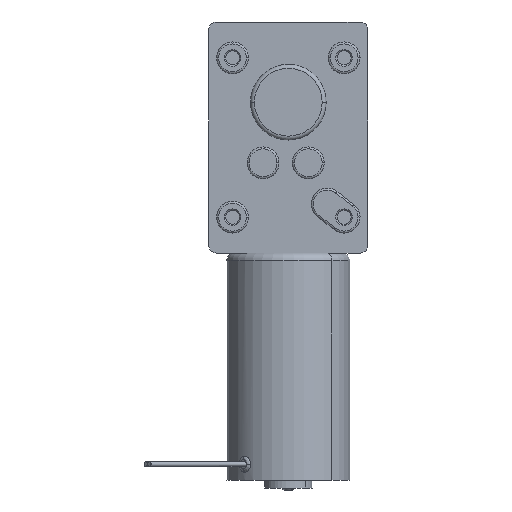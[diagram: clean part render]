
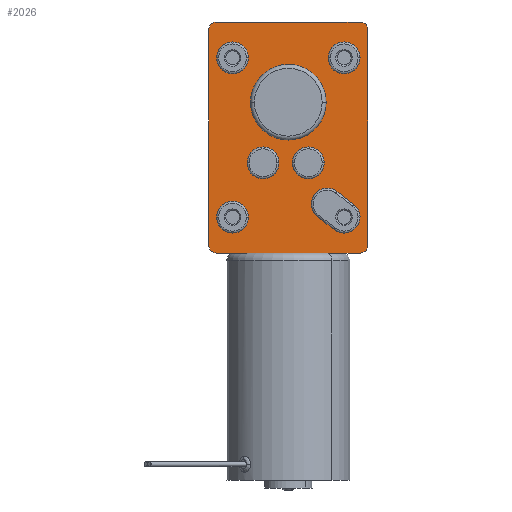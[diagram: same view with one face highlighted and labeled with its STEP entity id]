
A CAD part, front view. The second image highlights one B-rep face of the part: STEP entity #2026.
In plain terms, the highlighted planar face has unit normal (0, -1, 0).
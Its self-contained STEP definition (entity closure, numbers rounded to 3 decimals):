
#1=CARTESIAN_POINT('',(-18.,0.,-27.));
#2=DIRECTION('',(0.,1.,0.));
#3=DIRECTION('',(0.,0.,-1.));
#4=AXIS2_PLACEMENT_3D('',#1,#2,#3);
#6=DIRECTION('',(0.,0.,1.));
#7=VECTOR('',#6,54.);
#8=CARTESIAN_POINT('',(-20.,0.,-27.));
#9=LINE('',#8,#7);
#10=CARTESIAN_POINT('',(-18.,0.,27.));
#11=DIRECTION('',(0.,1.,0.));
#12=DIRECTION('',(-1.,0.,0.));
#13=AXIS2_PLACEMENT_3D('',#10,#11,#12);
#15=DIRECTION('',(1.,0.,0.));
#16=VECTOR('',#15,36.);
#17=CARTESIAN_POINT('',(-18.,0.,29.));
#18=LINE('',#17,#16);
#19=CARTESIAN_POINT('',(18.,0.,27.));
#20=DIRECTION('',(0.,1.,0.));
#21=DIRECTION('',(0.,0.,1.));
#22=AXIS2_PLACEMENT_3D('',#19,#20,#21);
#24=DIRECTION('',(0.,0.,-1.));
#25=VECTOR('',#24,54.);
#26=CARTESIAN_POINT('',(20.,0.,27.));
#27=LINE('',#26,#25);
#28=CARTESIAN_POINT('',(18.,0.,-27.));
#29=DIRECTION('',(0.,1.,0.));
#30=DIRECTION('',(1.,0.,0.));
#31=AXIS2_PLACEMENT_3D('',#28,#29,#30);
#33=DIRECTION('',(-1.,0.,0.));
#34=VECTOR('',#33,36.);
#35=CARTESIAN_POINT('',(18.,0.,-29.));
#36=LINE('',#35,#34);
#37=CARTESIAN_POINT('',(0.,0.,8.85));
#38=DIRECTION('',(0.,-1.,0.));
#39=DIRECTION('',(-1.,0.,0.));
#40=AXIS2_PLACEMENT_3D('',#37,#38,#39);
#42=CARTESIAN_POINT('',(0.,0.,8.85));
#43=DIRECTION('',(0.,-1.,0.));
#44=DIRECTION('',(1.,0.,0.));
#45=AXIS2_PLACEMENT_3D('',#42,#43,#44);
#47=CARTESIAN_POINT('',(-14.,0.,-20.));
#48=DIRECTION('',(0.,-1.,0.));
#49=DIRECTION('',(-1.,0.,0.));
#50=AXIS2_PLACEMENT_3D('',#47,#48,#49);
#52=CARTESIAN_POINT('',(-14.,0.,-20.));
#53=DIRECTION('',(0.,-1.,0.));
#54=DIRECTION('',(1.,0.,0.));
#55=AXIS2_PLACEMENT_3D('',#52,#53,#54);
#57=CARTESIAN_POINT('',(5.,0.,-6.357));
#58=DIRECTION('',(0.,-1.,0.));
#59=DIRECTION('',(-1.,0.,0.));
#60=AXIS2_PLACEMENT_3D('',#57,#58,#59);
#62=CARTESIAN_POINT('',(5.,0.,-6.357));
#63=DIRECTION('',(0.,-1.,0.));
#64=DIRECTION('',(1.,0.,0.));
#65=AXIS2_PLACEMENT_3D('',#62,#63,#64);
#67=CARTESIAN_POINT('',(-6.35,0.,-6.357));
#68=DIRECTION('',(0.,-1.,0.));
#69=DIRECTION('',(-1.,0.,0.));
#70=AXIS2_PLACEMENT_3D('',#67,#68,#69);
#72=CARTESIAN_POINT('',(-6.35,0.,-6.357));
#73=DIRECTION('',(0.,-1.,0.));
#74=DIRECTION('',(1.,0.,0.));
#75=AXIS2_PLACEMENT_3D('',#72,#73,#74);
#77=CARTESIAN_POINT('',(14.,0.,20.));
#78=DIRECTION('',(0.,-1.,0.));
#79=DIRECTION('',(-1.,0.,0.));
#80=AXIS2_PLACEMENT_3D('',#77,#78,#79);
#82=CARTESIAN_POINT('',(14.,0.,20.));
#83=DIRECTION('',(0.,-1.,0.));
#84=DIRECTION('',(1.,0.,0.));
#85=AXIS2_PLACEMENT_3D('',#82,#83,#84);
#87=CARTESIAN_POINT('',(-14.,0.,20.));
#88=DIRECTION('',(0.,-1.,0.));
#89=DIRECTION('',(-1.,0.,0.));
#90=AXIS2_PLACEMENT_3D('',#87,#88,#89);
#92=CARTESIAN_POINT('',(-14.,0.,20.));
#93=DIRECTION('',(0.,-1.,0.));
#94=DIRECTION('',(1.,0.,0.));
#95=AXIS2_PLACEMENT_3D('',#92,#93,#94);
#97=CARTESIAN_POINT('',(14.,0.,-20.));
#98=DIRECTION('',(0.,-1.,0.));
#99=DIRECTION('',(-0.612,0.,-0.791));
#100=AXIS2_PLACEMENT_3D('',#97,#98,#99);
#102=DIRECTION('',(-0.791,0.,0.612));
#103=VECTOR('',#102,5.363);
#104=CARTESIAN_POINT('',(16.449,0.,-16.838));
#105=LINE('',#104,#103);
#106=CARTESIAN_POINT('',(9.76,0.,-16.716));
#107=DIRECTION('',(0.,-1.,0.));
#108=DIRECTION('',(0.612,0.,0.791));
#109=AXIS2_PLACEMENT_3D('',#106,#107,#108);
#111=DIRECTION('',(0.791,0.,-0.612));
#112=VECTOR('',#111,5.363);
#113=CARTESIAN_POINT('',(7.311,0.,-19.879));
#114=LINE('',#113,#112);
#1545=CARTESIAN_POINT('',(-20.,0.,-27.));
#1546=CARTESIAN_POINT('',(-20.,0.,27.));
#1547=VERTEX_POINT('',#1545);
#1548=VERTEX_POINT('',#1546);
#1549=CARTESIAN_POINT('',(-18.,0.,29.));
#1550=CARTESIAN_POINT('',(18.,0.,29.));
#1551=VERTEX_POINT('',#1549);
#1552=VERTEX_POINT('',#1550);
#1553=CARTESIAN_POINT('',(20.,0.,27.));
#1554=CARTESIAN_POINT('',(20.,0.,-27.));
#1555=VERTEX_POINT('',#1553);
#1556=VERTEX_POINT('',#1554);
#1557=CARTESIAN_POINT('',(18.,0.,-29.));
#1558=CARTESIAN_POINT('',(-18.,0.,-29.));
#1559=VERTEX_POINT('',#1557);
#1560=VERTEX_POINT('',#1558);
#1601=CARTESIAN_POINT('',(-18.,0.,-20.));
#1602=CARTESIAN_POINT('',(-10.,0.,-20.));
#1603=VERTEX_POINT('',#1601);
#1604=VERTEX_POINT('',#1602);
#1605=CARTESIAN_POINT('',(1.,0.,-6.357));
#1606=CARTESIAN_POINT('',(9.,0.,-6.357));
#1607=VERTEX_POINT('',#1605);
#1608=VERTEX_POINT('',#1606);
#1609=CARTESIAN_POINT('',(-10.35,0.,-6.357));
#1610=CARTESIAN_POINT('',(-2.35,0.,-6.357));
#1611=VERTEX_POINT('',#1609);
#1612=VERTEX_POINT('',#1610);
#1613=CARTESIAN_POINT('',(10.,0.,20.));
#1614=CARTESIAN_POINT('',(18.,0.,20.));
#1615=VERTEX_POINT('',#1613);
#1616=VERTEX_POINT('',#1614);
#1617=CARTESIAN_POINT('',(-18.,0.,20.));
#1618=CARTESIAN_POINT('',(-10.,0.,20.));
#1619=VERTEX_POINT('',#1617);
#1620=VERTEX_POINT('',#1618);
#1621=CARTESIAN_POINT('',(-9.5,0.,8.85));
#1622=CARTESIAN_POINT('',(9.5,0.,8.85));
#1623=VERTEX_POINT('',#1621);
#1624=VERTEX_POINT('',#1622);
#1645=CARTESIAN_POINT('',(11.551,0.,-23.162));
#1646=CARTESIAN_POINT('',(16.449,0.,-16.838));
#1647=VERTEX_POINT('',#1645);
#1648=VERTEX_POINT('',#1646);
#1649=CARTESIAN_POINT('',(12.209,0.,-13.554));
#1650=VERTEX_POINT('',#1649);
#1651=CARTESIAN_POINT('',(7.311,0.,-19.879));
#1652=VERTEX_POINT('',#1651);
#1957=CARTESIAN_POINT('',(0.,0.,0.));
#1958=DIRECTION('',(0.,1.,0.));
#1959=DIRECTION('',(1.,0.,0.));
#1960=AXIS2_PLACEMENT_3D('',#1957,#1958,#1959);
#1961=PLANE('',#1960);
#1963=ORIENTED_EDGE('',*,*,#1962,.T.);
#1965=ORIENTED_EDGE('',*,*,#1964,.T.);
#1967=ORIENTED_EDGE('',*,*,#1966,.T.);
#1969=ORIENTED_EDGE('',*,*,#1968,.T.);
#1971=ORIENTED_EDGE('',*,*,#1970,.T.);
#1973=ORIENTED_EDGE('',*,*,#1972,.T.);
#1975=ORIENTED_EDGE('',*,*,#1974,.T.);
#1977=ORIENTED_EDGE('',*,*,#1976,.T.);
#1978=EDGE_LOOP('',(#1963,#1965,#1967,#1969,#1971,#1973,#1975,#1977));
#1979=FACE_OUTER_BOUND('',#1978,.F.);
#1981=ORIENTED_EDGE('',*,*,#1980,.T.);
#1983=ORIENTED_EDGE('',*,*,#1982,.T.);
#1984=EDGE_LOOP('',(#1981,#1983));
#1985=FACE_BOUND('',#1984,.F.);
#1987=ORIENTED_EDGE('',*,*,#1986,.T.);
#1989=ORIENTED_EDGE('',*,*,#1988,.T.);
#1990=EDGE_LOOP('',(#1987,#1989));
#1991=FACE_BOUND('',#1990,.F.);
#1993=ORIENTED_EDGE('',*,*,#1992,.T.);
#1995=ORIENTED_EDGE('',*,*,#1994,.T.);
#1996=EDGE_LOOP('',(#1993,#1995));
#1997=FACE_BOUND('',#1996,.F.);
#1999=ORIENTED_EDGE('',*,*,#1998,.T.);
#2001=ORIENTED_EDGE('',*,*,#2000,.T.);
#2002=EDGE_LOOP('',(#1999,#2001));
#2003=FACE_BOUND('',#2002,.F.);
#2005=ORIENTED_EDGE('',*,*,#2004,.T.);
#2007=ORIENTED_EDGE('',*,*,#2006,.T.);
#2008=EDGE_LOOP('',(#2005,#2007));
#2009=FACE_BOUND('',#2008,.F.);
#2011=ORIENTED_EDGE('',*,*,#2010,.T.);
#2013=ORIENTED_EDGE('',*,*,#2012,.T.);
#2014=EDGE_LOOP('',(#2011,#2013));
#2015=FACE_BOUND('',#2014,.F.);
#2017=ORIENTED_EDGE('',*,*,#2016,.T.);
#2019=ORIENTED_EDGE('',*,*,#2018,.T.);
#2021=ORIENTED_EDGE('',*,*,#2020,.T.);
#2023=ORIENTED_EDGE('',*,*,#2022,.T.);
#2024=EDGE_LOOP('',(#2017,#2019,#2021,#2023));
#2025=FACE_BOUND('',#2024,.F.);
#5=CIRCLE('',#4,2.);
#14=CIRCLE('',#13,2.);
#23=CIRCLE('',#22,2.);
#32=CIRCLE('',#31,2.);
#41=CIRCLE('',#40,9.5);
#46=CIRCLE('',#45,9.5);
#51=CIRCLE('',#50,4.);
#56=CIRCLE('',#55,4.);
#61=CIRCLE('',#60,4.);
#66=CIRCLE('',#65,4.);
#71=CIRCLE('',#70,4.);
#76=CIRCLE('',#75,4.);
#81=CIRCLE('',#80,4.);
#86=CIRCLE('',#85,4.);
#91=CIRCLE('',#90,4.);
#96=CIRCLE('',#95,4.);
#101=CIRCLE('',#100,4.);
#110=CIRCLE('',#109,4.);
#1962=EDGE_CURVE('',#1560,#1547,#5,.T.);
#1964=EDGE_CURVE('',#1547,#1548,#9,.T.);
#1966=EDGE_CURVE('',#1548,#1551,#14,.T.);
#1968=EDGE_CURVE('',#1551,#1552,#18,.T.);
#1970=EDGE_CURVE('',#1552,#1555,#23,.T.);
#1972=EDGE_CURVE('',#1555,#1556,#27,.T.);
#1974=EDGE_CURVE('',#1556,#1559,#32,.T.);
#1976=EDGE_CURVE('',#1559,#1560,#36,.T.);
#1980=EDGE_CURVE('',#1623,#1624,#41,.T.);
#1982=EDGE_CURVE('',#1624,#1623,#46,.T.);
#1986=EDGE_CURVE('',#1603,#1604,#51,.T.);
#1988=EDGE_CURVE('',#1604,#1603,#56,.T.);
#1992=EDGE_CURVE('',#1607,#1608,#61,.T.);
#1994=EDGE_CURVE('',#1608,#1607,#66,.T.);
#1998=EDGE_CURVE('',#1611,#1612,#71,.T.);
#2000=EDGE_CURVE('',#1612,#1611,#76,.T.);
#2004=EDGE_CURVE('',#1615,#1616,#81,.T.);
#2006=EDGE_CURVE('',#1616,#1615,#86,.T.);
#2010=EDGE_CURVE('',#1619,#1620,#91,.T.);
#2012=EDGE_CURVE('',#1620,#1619,#96,.T.);
#2016=EDGE_CURVE('',#1647,#1648,#101,.T.);
#2018=EDGE_CURVE('',#1648,#1650,#105,.T.);
#2020=EDGE_CURVE('',#1650,#1652,#110,.T.);
#2022=EDGE_CURVE('',#1652,#1647,#114,.T.);
#2026=ADVANCED_FACE('',(#1979,#1985,#1991,#1997,#2003,#2009,#2015,#2025),#1961,
.F.);
